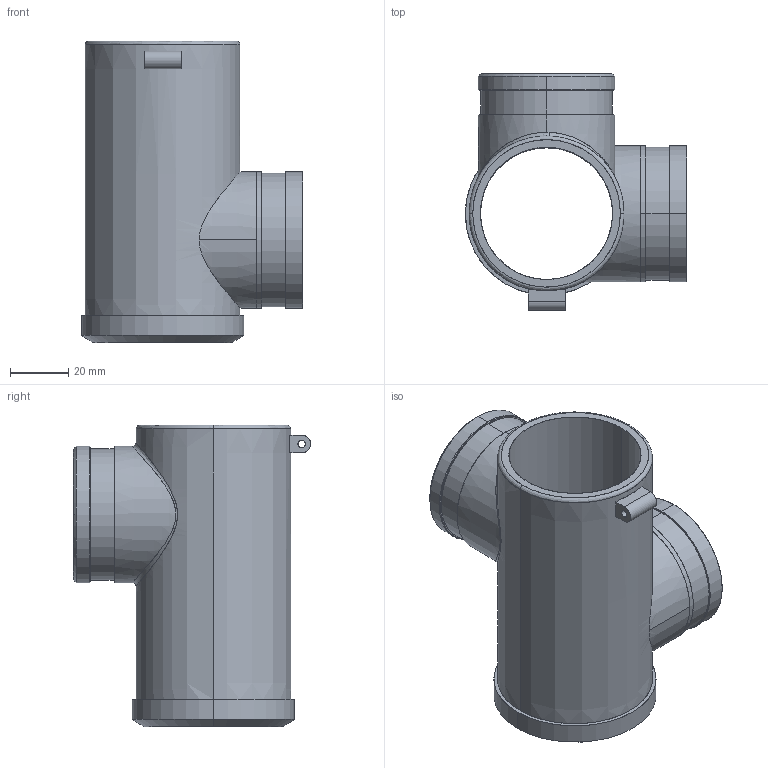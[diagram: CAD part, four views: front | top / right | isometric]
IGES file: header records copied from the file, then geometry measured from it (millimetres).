
Start section: SolidWorks IGES file using analytic representation for surfaces
Global section: file name: 160.IGS; native system: SolidWorks 2013; preprocessor: SolidWorks 2013; author: igipson; date: 130816.105727; units: inch
Bounding box: 75.82 x 81.32 x 103.38 mm (x, y, z)
Surface area: 41401.3 mm2 (no closed solid volume)
Topology: 0 solids, 0 shells, 51 faces, 1699 edges, 1698 vertices
Faces by surface type: revolution 31, bspline 20
